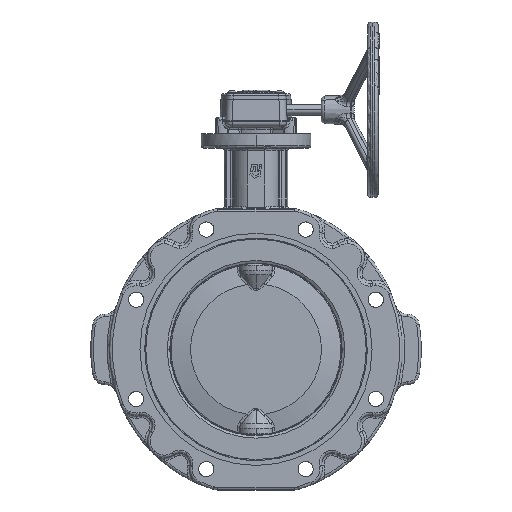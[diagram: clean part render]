
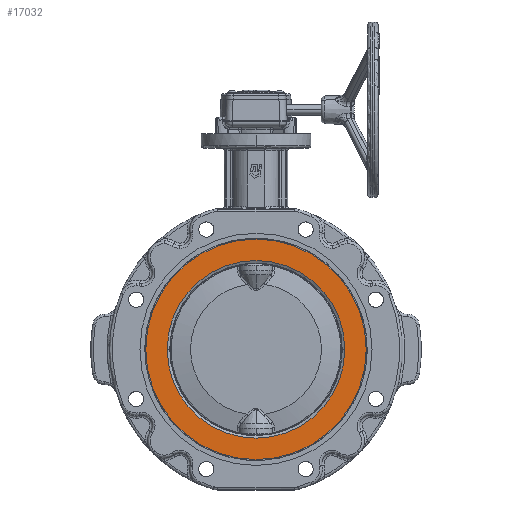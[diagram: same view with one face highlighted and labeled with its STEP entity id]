
A CAD part, left-side view. The second image highlights one B-rep face of the part: STEP entity #17032.
In plain terms, the highlighted planar face has unit normal (-1, 0, 0).
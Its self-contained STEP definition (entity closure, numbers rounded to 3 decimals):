
#15408=CARTESIAN_POINT('',(-30.1,-101.018,-0.));
#15409=VERTEX_POINT('',#15408);
#15416=CARTESIAN_POINT('',(-30.1,101.018,-0.));
#15417=VERTEX_POINT('',#15416);
#15418=CARTESIAN_POINT('',(-30.1,-0.,0.));
#15419=DIRECTION('',(1.,-0.,-0.));
#15420=DIRECTION('',(-0.,-1.,0.));
#15421=AXIS2_PLACEMENT_3D('',#15418,#15419,#15420);
#15422=CIRCLE('',#15421,101.018);
#15423=EDGE_CURVE('',#15417,#15409,#15422,.T.);
#16922=CARTESIAN_POINT('',(-30.1,-125.4,0.));
#16923=VERTEX_POINT('',#16922);
#16930=CARTESIAN_POINT('',(-30.1,125.4,-0.));
#16931=VERTEX_POINT('',#16930);
#16932=CARTESIAN_POINT('',(-30.1,-0.,0.));
#16933=DIRECTION('',(1.,-0.,0.));
#16934=DIRECTION('',(-0.,-1.,0.));
#16935=AXIS2_PLACEMENT_3D('',#16932,#16933,#16934);
#16936=CIRCLE('',#16935,125.4);
#16937=EDGE_CURVE('',#16923,#16931,#16936,.T.);
#17007=CARTESIAN_POINT('',(-30.1,-113.209,0.));
#17008=DIRECTION('',(-1.,0.,0.));
#17009=DIRECTION('',(0.,0.,-1.));
#17010=AXIS2_PLACEMENT_3D('',#17007,#17008,#17009);
#17011=PLANE('',#17010);
#17012=ORIENTED_EDGE('',*,*,#16937,.F.);
#17013=CARTESIAN_POINT('',(-30.1,-0.,0.));
#17014=DIRECTION('',(1.,-0.,0.));
#17015=DIRECTION('',(-0.,-1.,0.));
#17016=AXIS2_PLACEMENT_3D('',#17013,#17014,#17015);
#17017=CIRCLE('',#17016,125.4);
#17018=EDGE_CURVE('',#16931,#16923,#17017,.T.);
#17019=ORIENTED_EDGE('',*,*,#17018,.F.);
#17020=EDGE_LOOP('',(#17012,#17019));
#17021=FACE_BOUND('',#17020,.T.);
#17022=CARTESIAN_POINT('',(-30.1,-0.,0.));
#17023=DIRECTION('',(1.,-0.,-0.));
#17024=DIRECTION('',(-0.,-1.,0.));
#17025=AXIS2_PLACEMENT_3D('',#17022,#17023,#17024);
#17026=CIRCLE('',#17025,101.018);
#17027=EDGE_CURVE('',#15409,#15417,#17026,.T.);
#17028=ORIENTED_EDGE('',*,*,#17027,.T.);
#17029=ORIENTED_EDGE('',*,*,#15423,.T.);
#17030=EDGE_LOOP('',(#17028,#17029));
#17031=FACE_BOUND('',#17030,.T.);
#17032=ADVANCED_FACE('',(#17021,#17031),#17011,.T.);
